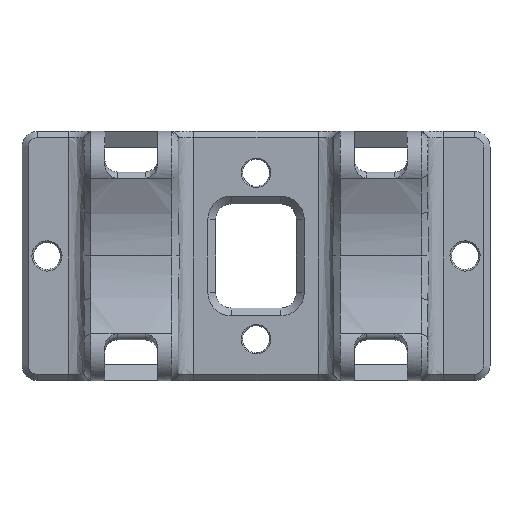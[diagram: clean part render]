
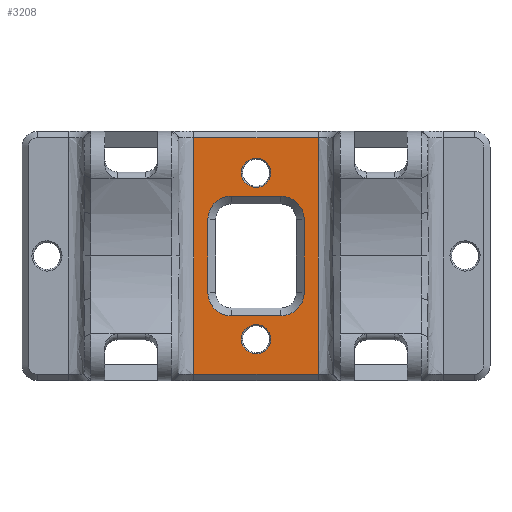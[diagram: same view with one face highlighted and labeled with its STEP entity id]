
A CAD part, top view. The second image highlights one B-rep face of the part: STEP entity #3208.
In plain terms, the highlighted free-form (B-spline) face has degree [1, 1] with [2, 2] control points.
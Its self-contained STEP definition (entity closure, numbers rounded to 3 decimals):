
#670 = VERTEX_POINT('',#671);
#671 = CARTESIAN_POINT('',(-30.361,-30.028,
    7.638));
#689 = EDGE_CURVE('',#670,#670,#690,.T.);
#690 = ( BOUNDED_CURVE() B_SPLINE_CURVE(2,(#691,#692,#693,#694,#695,#696
,#697),.UNSPECIFIED.,.T.,.F.) B_SPLINE_CURVE_WITH_KNOTS((3,2,2,3),(
    3.142,5.236,7.33,9.425),
.PIECEWISE_BEZIER_KNOTS.) CURVE() GEOMETRIC_REPRESENTATION_ITEM() 
RATIONAL_B_SPLINE_CURVE((1.,0.5,1.,0.5,1.,0.5,1.)) REPRESENTATION_ITEM(
  '') );
#691 = CARTESIAN_POINT('',(-30.361,-30.028,
    7.638));
#692 = CARTESIAN_POINT('',(-30.361,-42.544,
    7.638));
#693 = CARTESIAN_POINT('',(-41.2,-36.286,
    7.638));
#694 = CARTESIAN_POINT('',(-52.039,-30.028,
    7.638));
#695 = CARTESIAN_POINT('',(-41.2,-23.77,
    7.638));
#696 = CARTESIAN_POINT('',(-30.361,-17.511,7.638
    ));
#697 = CARTESIAN_POINT('',(-30.361,-30.028,
    7.638));
#773 = VERTEX_POINT('',#774);
#774 = CARTESIAN_POINT('',(-25.466,-41.499,
    7.638));
#779 = EDGE_CURVE('',#773,#780,#782,.T.);
#780 = VERTEX_POINT('',#781);
#781 = CARTESIAN_POINT('',(-13.994,-52.971,7.638
    ));
#782 = ( BOUNDED_CURVE() B_SPLINE_CURVE(2,(#783,#784,#785),
.UNSPECIFIED.,.F.,.F.) B_SPLINE_CURVE_WITH_KNOTS((3,3),(5.498,
7.069),.PIECEWISE_BEZIER_KNOTS.) CURVE() 
GEOMETRIC_REPRESENTATION_ITEM() RATIONAL_B_SPLINE_CURVE((1.,
0.707,1.)) REPRESENTATION_ITEM('') );
#783 = CARTESIAN_POINT('',(-25.466,-41.499,
    7.638));
#784 = CARTESIAN_POINT('',(-13.994,-41.499,7.638
    ));
#785 = CARTESIAN_POINT('',(-13.994,-52.971,7.638
    ));
#805 = VERTEX_POINT('',#806);
#806 = CARTESIAN_POINT('',(-49.708,-41.499,
    7.638));
#817 = EDGE_CURVE('',#805,#773,#818,.T.);
#818 = B_SPLINE_CURVE_WITH_KNOTS('',1,(#819,#820),.UNSPECIFIED.,.F.,.F.,
  (2,2),(-34.146,-14.018),.PIECEWISE_BEZIER_KNOTS.);
#819 = CARTESIAN_POINT('',(-49.708,-41.499,
    7.638));
#820 = CARTESIAN_POINT('',(-25.466,-41.499,
    7.638));
#839 = VERTEX_POINT('',#840);
#840 = CARTESIAN_POINT('',(-61.179,-52.971,
    7.638));
#845 = EDGE_CURVE('',#839,#805,#846,.T.);
#846 = ( BOUNDED_CURVE() B_SPLINE_CURVE(2,(#847,#848,#849),
.UNSPECIFIED.,.F.,.F.) B_SPLINE_CURVE_WITH_KNOTS((3,3),(5.498,
7.069),.PIECEWISE_BEZIER_KNOTS.) CURVE() 
GEOMETRIC_REPRESENTATION_ITEM() RATIONAL_B_SPLINE_CURVE((1.,
0.707,1.)) REPRESENTATION_ITEM('') );
#847 = CARTESIAN_POINT('',(-61.179,-52.971,
    7.638));
#848 = CARTESIAN_POINT('',(-61.179,-41.499,
    7.638));
#849 = CARTESIAN_POINT('',(-49.708,-41.499,
    7.638));
#1156 = VERTEX_POINT('',#1157);
#1157 = CARTESIAN_POINT('',(-68.178,-12.824,
    7.638));
#2317 = EDGE_CURVE('',#2318,#1156,#2320,.T.);
#2318 = VERTEX_POINT('',#2319);
#2319 = CARTESIAN_POINT('',(-6.996,-12.824,
    7.638));
#2320 = B_SPLINE_CURVE_WITH_KNOTS('',1,(#2321,#2322),.UNSPECIFIED.,.F.,
  .F.,(2,2),(-6.35,44.45),.PIECEWISE_BEZIER_KNOTS.);
#2321 = CARTESIAN_POINT('',(-6.996,-12.824,
    7.638));
#2322 = CARTESIAN_POINT('',(-68.178,-12.824,
    7.638));
#2576 = EDGE_CURVE('',#1156,#2577,#2579,.T.);
#2577 = VERTEX_POINT('',#2578);
#2578 = CARTESIAN_POINT('',(-68.178,-128.861,
    7.638));
#2579 = B_SPLINE_CURVE_WITH_KNOTS('',1,(#2580,#2581),.UNSPECIFIED.,.F.,
  .F.,(2,2),(-87.805,8.542),.PIECEWISE_BEZIER_KNOTS.);
#2580 = CARTESIAN_POINT('',(-68.178,-12.824,
    7.638));
#2581 = CARTESIAN_POINT('',(-68.178,-128.861,
    7.638));
#3088 = VERTEX_POINT('',#3089);
#3089 = CARTESIAN_POINT('',(-6.996,-128.861,
    7.638));
#3095 = EDGE_CURVE('',#3088,#2318,#3096,.T.);
#3096 = B_SPLINE_CURVE_WITH_KNOTS('',1,(#3097,#3098),.UNSPECIFIED.,.F.,
  .F.,(2,2),(-8.542,87.805),.PIECEWISE_BEZIER_KNOTS.);
#3097 = CARTESIAN_POINT('',(-6.996,-128.861,
    7.638));
#3098 = CARTESIAN_POINT('',(-6.996,-12.824,
    7.638));
#3118 = VERTEX_POINT('',#3119);
#3119 = CARTESIAN_POINT('',(-13.994,-88.714,
    7.638));
#3124 = EDGE_CURVE('',#780,#3118,#3125,.T.);
#3125 = B_SPLINE_CURVE_WITH_KNOTS('',1,(#3126,#3127),.UNSPECIFIED.,.F.,
  .F.,(2,2),(-60.063,-30.385),.PIECEWISE_BEZIER_KNOTS.);
#3126 = CARTESIAN_POINT('',(-13.994,-52.971,
    7.638));
#3127 = CARTESIAN_POINT('',(-13.994,-88.714,
    7.638));
#3161 = VERTEX_POINT('',#3162);
#3162 = CARTESIAN_POINT('',(-30.361,-111.657,
    7.638));
#3180 = EDGE_CURVE('',#3161,#3161,#3181,.T.);
#3181 = ( BOUNDED_CURVE() B_SPLINE_CURVE(2,(#3182,#3183,#3184,#3185,
#3186,#3187,#3188),.UNSPECIFIED.,.T.,.F.) B_SPLINE_CURVE_WITH_KNOTS((3,2
    ,2,3),(3.142,5.236,7.33,9.425),
.PIECEWISE_BEZIER_KNOTS.) CURVE() GEOMETRIC_REPRESENTATION_ITEM() 
RATIONAL_B_SPLINE_CURVE((1.,0.5,1.,0.5,1.,0.5,1.)) REPRESENTATION_ITEM(
  '') );
#3182 = CARTESIAN_POINT('',(-30.361,-111.657,
    7.638));
#3183 = CARTESIAN_POINT('',(-30.361,-99.141,
    7.638));
#3184 = CARTESIAN_POINT('',(-41.2,-105.399,
    7.638));
#3185 = CARTESIAN_POINT('',(-52.039,-111.657,
    7.638));
#3186 = CARTESIAN_POINT('',(-41.2,-117.915,
    7.638));
#3187 = CARTESIAN_POINT('',(-30.361,-124.173,
    7.638));
#3188 = CARTESIAN_POINT('',(-30.361,-111.657,
    7.638));
#3208 = ADVANCED_FACE('',(#3209,#3219,#3222,#3256),#3259,.F.);
#3209 = FACE_BOUND('',#3210,.T.);
#3210 = EDGE_LOOP('',(#3211,#3212,#3217,#3218));
#3211 = ORIENTED_EDGE('',*,*,#2576,.T.);
#3212 = ORIENTED_EDGE('',*,*,#3213,.F.);
#3213 = EDGE_CURVE('',#3088,#2577,#3214,.T.);
#3214 = B_SPLINE_CURVE_WITH_KNOTS('',1,(#3215,#3216),.UNSPECIFIED.,.F.,
  .F.,(2,2),(-6.35,44.45),.PIECEWISE_BEZIER_KNOTS.);
#3215 = CARTESIAN_POINT('',(-6.996,-128.861,
    7.638));
#3216 = CARTESIAN_POINT('',(-68.178,-128.861,
    7.638));
#3217 = ORIENTED_EDGE('',*,*,#3095,.T.);
#3218 = ORIENTED_EDGE('',*,*,#2317,.T.);
#3219 = FACE_BOUND('',#3220,.T.);
#3220 = EDGE_LOOP('',(#3221));
#3221 = ORIENTED_EDGE('',*,*,#689,.T.);
#3222 = FACE_BOUND('',#3223,.T.);
#3223 = EDGE_LOOP('',(#3224,#3231,#3232,#3233,#3234,#3235,#3243,#3250));
#3224 = ORIENTED_EDGE('',*,*,#3225,.T.);
#3225 = EDGE_CURVE('',#3226,#839,#3228,.T.);
#3226 = VERTEX_POINT('',#3227);
#3227 = CARTESIAN_POINT('',(-61.179,-88.714,
    7.638));
#3228 = B_SPLINE_CURVE_WITH_KNOTS('',1,(#3229,#3230),.UNSPECIFIED.,.F.,
  .F.,(2,2),(4.985,34.663),.PIECEWISE_BEZIER_KNOTS.);
#3229 = CARTESIAN_POINT('',(-61.179,-88.714,
    7.638));
#3230 = CARTESIAN_POINT('',(-61.179,-52.971,
    7.638));
#3231 = ORIENTED_EDGE('',*,*,#845,.T.);
#3232 = ORIENTED_EDGE('',*,*,#817,.T.);
#3233 = ORIENTED_EDGE('',*,*,#779,.T.);
#3234 = ORIENTED_EDGE('',*,*,#3124,.T.);
#3235 = ORIENTED_EDGE('',*,*,#3236,.F.);
#3236 = EDGE_CURVE('',#3237,#3118,#3239,.T.);
#3237 = VERTEX_POINT('',#3238);
#3238 = CARTESIAN_POINT('',(-25.466,-100.186,
    7.638));
#3239 = ( BOUNDED_CURVE() B_SPLINE_CURVE(2,(#3240,#3241,#3242),
.UNSPECIFIED.,.F.,.F.) B_SPLINE_CURVE_WITH_KNOTS((3,3),(5.498,
7.069),.PIECEWISE_BEZIER_KNOTS.) CURVE() 
GEOMETRIC_REPRESENTATION_ITEM() RATIONAL_B_SPLINE_CURVE((1.,
0.707,1.)) REPRESENTATION_ITEM('') );
#3240 = CARTESIAN_POINT('',(-25.466,-100.186,
    7.638));
#3241 = CARTESIAN_POINT('',(-13.994,-100.186,7.638
    ));
#3242 = CARTESIAN_POINT('',(-13.994,-88.714,
    7.638));
#3243 = ORIENTED_EDGE('',*,*,#3244,.F.);
#3244 = EDGE_CURVE('',#3245,#3237,#3247,.T.);
#3245 = VERTEX_POINT('',#3246);
#3246 = CARTESIAN_POINT('',(-49.708,-100.186,
    7.638));
#3247 = B_SPLINE_CURVE_WITH_KNOTS('',1,(#3248,#3249),.UNSPECIFIED.,.F.,
  .F.,(2,2),(-34.146,-14.018),.PIECEWISE_BEZIER_KNOTS.);
#3248 = CARTESIAN_POINT('',(-49.708,-100.186,
    7.638));
#3249 = CARTESIAN_POINT('',(-25.466,-100.186,
    7.638));
#3250 = ORIENTED_EDGE('',*,*,#3251,.F.);
#3251 = EDGE_CURVE('',#3226,#3245,#3252,.T.);
#3252 = ( BOUNDED_CURVE() B_SPLINE_CURVE(2,(#3253,#3254,#3255),
.UNSPECIFIED.,.F.,.F.) B_SPLINE_CURVE_WITH_KNOTS((3,3),(5.498,
7.069),.PIECEWISE_BEZIER_KNOTS.) CURVE() 
GEOMETRIC_REPRESENTATION_ITEM() RATIONAL_B_SPLINE_CURVE((1.,
0.707,1.)) REPRESENTATION_ITEM('') );
#3253 = CARTESIAN_POINT('',(-61.179,-88.714,
    7.638));
#3254 = CARTESIAN_POINT('',(-61.179,-100.186,
    7.638));
#3255 = CARTESIAN_POINT('',(-49.708,-100.186,
    7.638));
#3256 = FACE_BOUND('',#3257,.T.);
#3257 = EDGE_LOOP('',(#3258));
#3258 = ORIENTED_EDGE('',*,*,#3180,.F.);
#3259 = B_SPLINE_SURFACE_WITH_KNOTS('',1,1,(
    (#3260,#3261)
    ,(#3262,#3263
    )),.UNSPECIFIED.,.F.,.F.,.F.,(2,2),(2,2),(12.664,
    109.011),(6.35,57.15),.PIECEWISE_BEZIER_KNOTS.);
#3260 = CARTESIAN_POINT('',(-6.996,-12.824,
    7.638));
#3261 = CARTESIAN_POINT('',(-68.178,-12.824,
    7.638));
#3262 = CARTESIAN_POINT('',(-6.996,-128.861,
    7.638));
#3263 = CARTESIAN_POINT('',(-68.178,-128.861,
    7.638));
